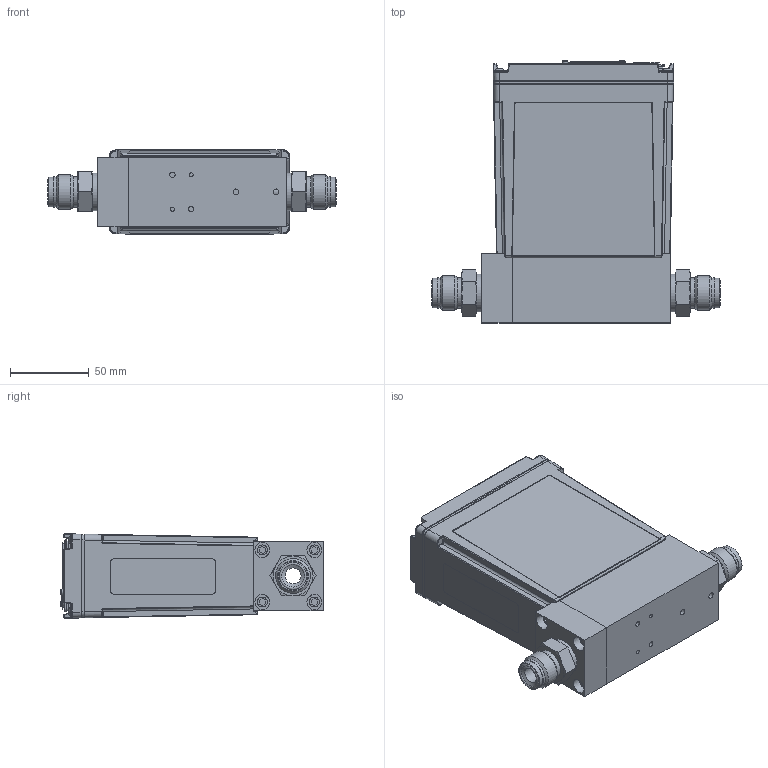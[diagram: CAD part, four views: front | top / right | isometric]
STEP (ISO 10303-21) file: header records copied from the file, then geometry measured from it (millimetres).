
FILE_DESCRIPTION (( 'STEP AP214' ), '1' );
FILE_NAME ('IE250-8VCR-15Pin-4-20VDC.STEP', '2016-01-14T15:20:46', ( 'MKS' ), ( 'MKS' ), 'SwSTEP 2.0', 'SolidWorks 2012', '' );
FILE_SCHEMA (( 'AUTOMOTIVE_DESIGN' ));
Length unit declared in the file: inch
Products named in the file (1): IE250-8VCR-15Pin-4-20VDC
Bounding box: 182.9 x 166.37 x 53.57 mm (x, y, z)
Surface area: 108821.7 mm2 (no closed solid volume)
Topology: 0 solids, 61 shells, 824 faces, 2851 edges, 2025 vertices
Faces by surface type: plane 314, cylinder 292, cone 77, torus 63, bspline 59, sphere 19
Full cylindrical faces by diameter (mm): 0.61 x15, 2.261 x2, 2.5 x2, 3.454 x2, 3.556 x2, 3.797 x2, 5.334 x1, 5.944 x4, 6.147 x4, 9.525 x4, 10.16 x2, 14.224 x1, 18.796 x2, 19.38 x4, 22.149 x2, 23.876 x2
Entity records: 43577 total; most frequent: CARTESIAN_POINT 10088, DIRECTION 4673, ORIENTED_EDGE 4078, EDGE_CURVE 2739, VERTEX_POINT 2014, AXIS2_PLACEMENT_3D 1698, VECTOR 1277, LINE 1277
